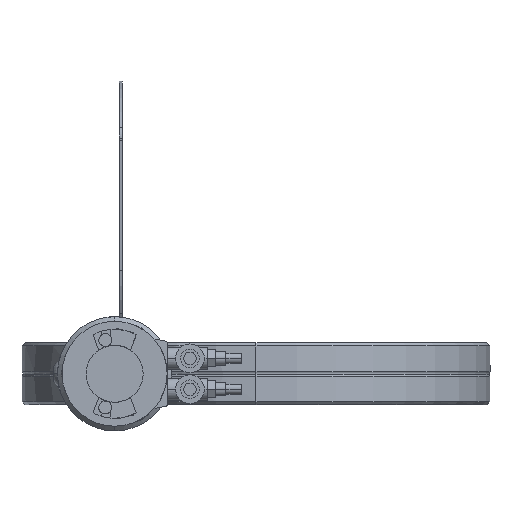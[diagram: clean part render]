
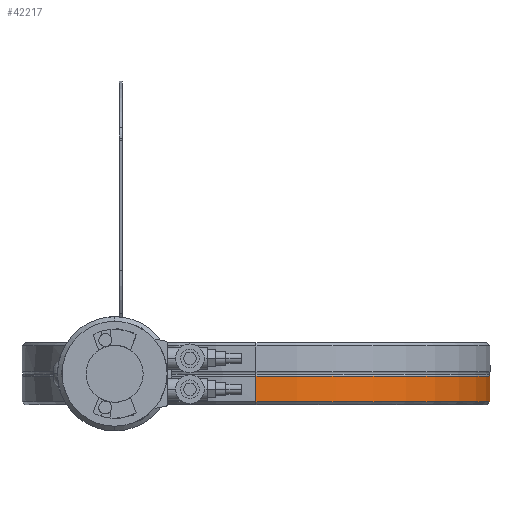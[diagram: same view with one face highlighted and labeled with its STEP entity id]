
A CAD part, left-side view. The second image highlights one B-rep face of the part: STEP entity #42217.
In plain terms, the highlighted cylindrical face has radius 75.8 mm (diameter 151.6 mm), a partial arc.
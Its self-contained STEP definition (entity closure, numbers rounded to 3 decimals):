
#920 = CIRCLE ( 'NONE', #26616, 75.8 ) ;
#939 = FACE_OUTER_BOUND ( 'NONE', #11303, .T. ) ;
#2626 = EDGE_CURVE ( 'NONE', #44592, #17877, #52697, .T. ) ;
#3077 = VECTOR ( 'NONE', #15917, 1000. ) ;
#5347 = VERTEX_POINT ( 'NONE', #46952 ) ;
#6620 = CARTESIAN_POINT ( 'NONE',  ( -75.843, 0.061, 19.982 ) ) ;
#6972 = DIRECTION ( 'NONE',  ( 0., 0., 1. ) ) ;
#10957 = ORIENTED_EDGE ( 'NONE', *, *, #14212, .F. ) ;
#11271 = CARTESIAN_POINT ( 'NONE',  ( -0.043, 0.061, 0.982 ) ) ;
#11303 = EDGE_LOOP ( 'NONE', ( #16813, #10957, #40342, #19707 ) ) ;
#11583 = CARTESIAN_POINT ( 'NONE',  ( 75.757, 0.061, 19.982 ) ) ;
#13076 = AXIS2_PLACEMENT_3D ( 'NONE', #50774, #19202, #41980 ) ;
#14212 = EDGE_CURVE ( 'NONE', #44592, #14648, #920, .T. ) ;
#14648 = VERTEX_POINT ( 'NONE', #42562 ) ;
#15812 = DIRECTION ( 'NONE',  ( 1., 0., 0. ) ) ;
#15917 = DIRECTION ( 'NONE',  ( 0., 0., -1. ) ) ;
#16813 = ORIENTED_EDGE ( 'NONE', *, *, #50244, .F. ) ;
#17877 = VERTEX_POINT ( 'NONE', #25615 ) ;
#19202 = DIRECTION ( 'NONE',  ( 0., 0., -1. ) ) ;
#19707 = ORIENTED_EDGE ( 'NONE', *, *, #32039, .T. ) ;
#25615 = CARTESIAN_POINT ( 'NONE',  ( -75.843, 0.061, 0.982 ) ) ;
#26616 = AXIS2_PLACEMENT_3D ( 'NONE', #34202, #6972, #38765 ) ;
#29060 = CARTESIAN_POINT ( 'NONE',  ( -75.843, 0.061, 9.133 ) ) ;
#32039 = EDGE_CURVE ( 'NONE', #17877, #5347, #49172, .T. ) ;
#34202 = CARTESIAN_POINT ( 'NONE',  ( -0.043, 0.061, 9.133 ) ) ;
#38633 = DIRECTION ( 'NONE',  ( 0., 0., -1. ) ) ;
#38765 = DIRECTION ( 'NONE',  ( 1., 0., 0. ) ) ;
#40342 = ORIENTED_EDGE ( 'NONE', *, *, #2626, .T. ) ;
#40545 = VECTOR ( 'NONE', #38633, 1000. ) ;
#41980 = DIRECTION ( 'NONE',  ( -1., 0., 0. ) ) ;
#42217 = ADVANCED_FACE ( 'NONE', ( #939 ), #55681, .T. ) ;
#42562 = CARTESIAN_POINT ( 'NONE',  ( 75.757, 0.061, 9.133 ) ) ;
#42999 = DIRECTION ( 'NONE',  ( 0., 0., 1. ) ) ;
#44592 = VERTEX_POINT ( 'NONE', #29060 ) ;
#46952 = CARTESIAN_POINT ( 'NONE',  ( 75.757, 0.061, 0.982 ) ) ;
#49172 = CIRCLE ( 'NONE', #58110, 75.8 ) ;
#50007 = LINE ( 'NONE', #11583, #3077 ) ;
#50244 = EDGE_CURVE ( 'NONE', #14648, #5347, #50007, .T. ) ;
#50774 = CARTESIAN_POINT ( 'NONE',  ( -0.043, 0.061, 19.982 ) ) ;
#52697 = LINE ( 'NONE', #6620, #40545 ) ;
#55681 = CYLINDRICAL_SURFACE ( 'NONE', #13076, 75.8 ) ;
#58110 = AXIS2_PLACEMENT_3D ( 'NONE', #11271, #42999, #15812 ) ;
